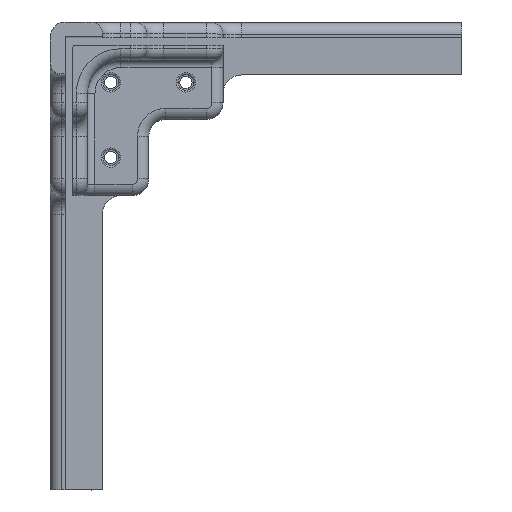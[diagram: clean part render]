
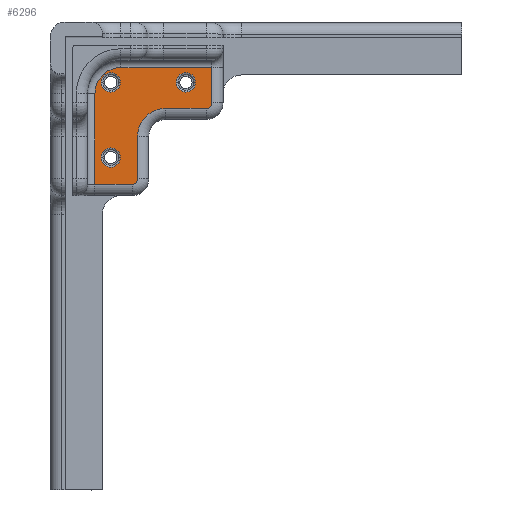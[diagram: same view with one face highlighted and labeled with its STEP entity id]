
A CAD part, top view. The second image highlights one B-rep face of the part: STEP entity #6296.
In plain terms, the highlighted planar face has unit normal (0, 0, 1).
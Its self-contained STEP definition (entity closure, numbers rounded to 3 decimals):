
#14 = CIRCLE ( 'NONE', #453, 2.6 ) ;
#113 = DIRECTION ( 'NONE',  ( 0., 0., -1. ) ) ;
#147 = AXIS2_PLACEMENT_3D ( 'NONE', #4529, #630, #3979 ) ;
#197 = CIRCLE ( 'NONE', #4166, 7. ) ;
#203 = DIRECTION ( 'NONE',  ( 1., 0., 0. ) ) ;
#226 = DIRECTION ( 'NONE',  ( -1., 0., 0. ) ) ;
#346 = CARTESIAN_POINT ( 'NONE',  ( 0., 58974.696, -15. ) ) ;
#353 = EDGE_CURVE ( 'NONE', #3417, #5358, #5560, .T. ) ;
#395 = CIRCLE ( 'NONE', #4022, 2.6 ) ;
#453 = AXIS2_PLACEMENT_3D ( 'NONE', #2686, #1576, #1655 ) ;
#556 = DIRECTION ( 'NONE',  ( 0., 0., 1. ) ) ;
#596 = EDGE_CURVE ( 'NONE', #5856, #953, #6703, .T. ) ;
#630 = DIRECTION ( 'NONE',  ( 0., 0., -1. ) ) ;
#640 = PLANE ( 'NONE',  #3769 ) ;
#681 = CIRCLE ( 'NONE', #3985, 7.5 ) ;
#837 = ORIENTED_EDGE ( 'NONE', *, *, #596, .F. ) ;
#953 = VERTEX_POINT ( 'NONE', #4291 ) ;
#992 = CARTESIAN_POINT ( 'NONE',  ( 105865.871, 59006.196, -15. ) ) ;
#1064 = AXIS2_PLACEMENT_3D ( 'NONE', #3797, #556, #4916 ) ;
#1167 = DIRECTION ( 'NONE',  ( 0., -1., 0. ) ) ;
#1213 = EDGE_CURVE ( 'NONE', #3387, #1537, #1791, .T. ) ;
#1276 = ORIENTED_EDGE ( 'NONE', *, *, #1213, .F. ) ;
#1302 = CARTESIAN_POINT ( 'NONE',  ( 105831.371, 58999.196, -15. ) ) ;
#1306 = VERTEX_POINT ( 'NONE', #4653 ) ;
#1341 = AXIS2_PLACEMENT_3D ( 'NONE', #5883, #6429, #3101 ) ;
#1356 = VECTOR ( 'NONE', #1412, 1000. ) ;
#1406 = CARTESIAN_POINT ( 'NONE',  ( 105831.371, 58974.696, -15. ) ) ;
#1412 = DIRECTION ( 'NONE',  ( 1., 0., 0. ) ) ;
#1442 = ORIENTED_EDGE ( 'NONE', *, *, #4044, .F. ) ;
#1455 = ORIENTED_EDGE ( 'NONE', *, *, #4243, .F. ) ;
#1465 = CARTESIAN_POINT ( 'NONE',  ( 105842.871, 58987.696, -15. ) ) ;
#1537 = VERTEX_POINT ( 'NONE', #5759 ) ;
#1576 = DIRECTION ( 'NONE',  ( 0., 0., 1. ) ) ;
#1585 = ORIENTED_EDGE ( 'NONE', *, *, #5318, .F. ) ;
#1598 = VERTEX_POINT ( 'NONE', #1841 ) ;
#1635 = DIRECTION ( 'NONE',  ( 0., 0., 1. ) ) ;
#1649 = ORIENTED_EDGE ( 'NONE', *, *, #2144, .F. ) ;
#1655 = DIRECTION ( 'NONE',  ( 1., 0., 0. ) ) ;
#1673 = FACE_OUTER_BOUND ( 'NONE', #5293, .T. ) ;
#1712 = FACE_BOUND ( 'NONE', #4494, .T. ) ;
#1747 = DIRECTION ( 'NONE',  ( 1., 0., 0. ) ) ;
#1791 = LINE ( 'NONE', #3964, #4904 ) ;
#1841 = CARTESIAN_POINT ( 'NONE',  ( 105833.021, 58981.946, -15. ) ) ;
#1852 = CARTESIAN_POINT ( 'NONE',  ( 105835.621, 58981.946, -15. ) ) ;
#1853 = VECTOR ( 'NONE', #1167, 1000. ) ;
#1865 = CARTESIAN_POINT ( 'NONE',  ( 105858.471, 59002.196, -15. ) ) ;
#1935 = ORIENTED_EDGE ( 'NONE', *, *, #5165, .F. ) ;
#1963 = LINE ( 'NONE', #346, #6045 ) ;
#2088 = CIRCLE ( 'NONE', #1064, 2.6 ) ;
#2144 = EDGE_CURVE ( 'NONE', #953, #5287, #197, .T. ) ;
#2232 = FACE_BOUND ( 'NONE', #3025, .T. ) ;
#2240 = DIRECTION ( 'NONE',  ( 0., 0., -1. ) ) ;
#2266 = FACE_BOUND ( 'NONE', #6401, .T. ) ;
#2283 = VERTEX_POINT ( 'NONE', #4656 ) ;
#2328 = LINE ( 'NONE', #6671, #2959 ) ;
#2368 = CARTESIAN_POINT ( 'NONE',  ( 105842.871, 58976.196, -15. ) ) ;
#2373 = VECTOR ( 'NONE', #2460, 1000. ) ;
#2460 = DIRECTION ( 'NONE',  ( 0., 1., 0. ) ) ;
#2496 = CIRCLE ( 'NONE', #5018, 1.5 ) ;
#2537 = ORIENTED_EDGE ( 'NONE', *, *, #5498, .F. ) ;
#2640 = ORIENTED_EDGE ( 'NONE', *, *, #353, .F. ) ;
#2686 = CARTESIAN_POINT ( 'NONE',  ( 105835.621, 59002.196, -15. ) ) ;
#2762 = ORIENTED_EDGE ( 'NONE', *, *, #3792, .F. ) ;
#2771 = LINE ( 'NONE', #4955, #1853 ) ;
#2900 = CARTESIAN_POINT ( 'NONE',  ( 105841.371, 58974.696, -15. ) ) ;
#2959 = VECTOR ( 'NONE', #226, 1000. ) ;
#3025 = EDGE_LOOP ( 'NONE', ( #4525, #2640 ) ) ;
#3101 = DIRECTION ( 'NONE',  ( 1., 0., 0. ) ) ;
#3184 = VERTEX_POINT ( 'NONE', #3661 ) ;
#3195 = VERTEX_POINT ( 'NONE', #3582 ) ;
#3234 = CARTESIAN_POINT ( 'NONE',  ( 105835.621, 58981.946, -15. ) ) ;
#3387 = VERTEX_POINT ( 'NONE', #4603 ) ;
#3417 = VERTEX_POINT ( 'NONE', #6613 ) ;
#3423 = DIRECTION ( 'NONE',  ( 0., -1., 0. ) ) ;
#3506 = AXIS2_PLACEMENT_3D ( 'NONE', #3234, #1635, #5417 ) ;
#3509 = AXIS2_PLACEMENT_3D ( 'NONE', #5623, #4558, #4497 ) ;
#3523 = EDGE_CURVE ( 'NONE', #2283, #4594, #2088, .T. ) ;
#3582 = CARTESIAN_POINT ( 'NONE',  ( 105850.371, 58995.196, -15. ) ) ;
#3661 = CARTESIAN_POINT ( 'NONE',  ( 105861.371, 58995.196, -15. ) ) ;
#3663 = DIRECTION ( 'NONE',  ( 0., 0., 1. ) ) ;
#3744 = DIRECTION ( 'NONE',  ( 1., 0., 0. ) ) ;
#3769 = AXIS2_PLACEMENT_3D ( 'NONE', #4471, #6617, #1747 ) ;
#3792 = EDGE_CURVE ( 'NONE', #6471, #5789, #2771, .T. ) ;
#3797 = CARTESIAN_POINT ( 'NONE',  ( 105835.621, 59002.196, -15. ) ) ;
#3964 = CARTESIAN_POINT ( 'NONE',  ( 105862.871, 0., -15. ) ) ;
#3979 = DIRECTION ( 'NONE',  ( 1., 0., 0. ) ) ;
#3985 = AXIS2_PLACEMENT_3D ( 'NONE', #4215, #3663, #5918 ) ;
#3991 = CARTESIAN_POINT ( 'NONE',  ( 105838.221, 59002.196, -15. ) ) ;
#4022 = AXIS2_PLACEMENT_3D ( 'NONE', #1852, #5038, #203 ) ;
#4044 = EDGE_CURVE ( 'NONE', #1306, #1598, #395, .T. ) ;
#4148 = DIRECTION ( 'NONE',  ( -1., 0., 0. ) ) ;
#4166 = AXIS2_PLACEMENT_3D ( 'NONE', #4977, #2240, #4444 ) ;
#4215 = CARTESIAN_POINT ( 'NONE',  ( 105850.371, 58987.696, -15. ) ) ;
#4243 = EDGE_CURVE ( 'NONE', #3184, #3195, #2328, .T. ) ;
#4291 = CARTESIAN_POINT ( 'NONE',  ( 105831.371, 58999.196, -15. ) ) ;
#4444 = DIRECTION ( 'NONE',  ( 1., 0., 0. ) ) ;
#4471 = CARTESIAN_POINT ( 'NONE',  ( 0., 0., -15. ) ) ;
#4494 = EDGE_LOOP ( 'NONE', ( #1442, #2537 ) ) ;
#4497 = DIRECTION ( 'NONE',  ( 1., 0., 0. ) ) ;
#4525 = ORIENTED_EDGE ( 'NONE', *, *, #5772, .F. ) ;
#4529 = CARTESIAN_POINT ( 'NONE',  ( 105861.371, 58996.696, -15. ) ) ;
#4558 = DIRECTION ( 'NONE',  ( 0., 0., 1. ) ) ;
#4594 = VERTEX_POINT ( 'NONE', #3991 ) ;
#4603 = CARTESIAN_POINT ( 'NONE',  ( 105862.871, 59006.196, -15. ) ) ;
#4653 = CARTESIAN_POINT ( 'NONE',  ( 105838.221, 58981.946, -15. ) ) ;
#4656 = CARTESIAN_POINT ( 'NONE',  ( 105833.021, 59002.196, -15. ) ) ;
#4904 = VECTOR ( 'NONE', #3423, 1000. ) ;
#4916 = DIRECTION ( 'NONE',  ( 1., 0., 0. ) ) ;
#4955 = CARTESIAN_POINT ( 'NONE',  ( 105842.871, 58976.196, -15. ) ) ;
#4977 = CARTESIAN_POINT ( 'NONE',  ( 105838.371, 58999.196, -15. ) ) ;
#5018 = AXIS2_PLACEMENT_3D ( 'NONE', #5456, #113, #3744 ) ;
#5038 = DIRECTION ( 'NONE',  ( 0., 0., 1. ) ) ;
#5131 = ORIENTED_EDGE ( 'NONE', *, *, #3523, .F. ) ;
#5137 = ORIENTED_EDGE ( 'NONE', *, *, #5583, .F. ) ;
#5165 = EDGE_CURVE ( 'NONE', #3195, #6471, #681, .T. ) ;
#5222 = ORIENTED_EDGE ( 'NONE', *, *, #5967, .F. ) ;
#5287 = VERTEX_POINT ( 'NONE', #6783 ) ;
#5293 = EDGE_LOOP ( 'NONE', ( #5222, #2762, #1935, #1455, #5513, #1276, #5137, #1649, #837, #5820 ) ) ;
#5318 = EDGE_CURVE ( 'NONE', #4594, #2283, #14, .T. ) ;
#5358 = VERTEX_POINT ( 'NONE', #1865 ) ;
#5417 = DIRECTION ( 'NONE',  ( 1., 0., 0. ) ) ;
#5456 = CARTESIAN_POINT ( 'NONE',  ( 105841.371, 58976.196, -15. ) ) ;
#5498 = EDGE_CURVE ( 'NONE', #1598, #1306, #6923, .T. ) ;
#5513 = ORIENTED_EDGE ( 'NONE', *, *, #5824, .F. ) ;
#5560 = CIRCLE ( 'NONE', #1341, 2.6 ) ;
#5583 = EDGE_CURVE ( 'NONE', #5287, #3387, #6283, .T. ) ;
#5623 = CARTESIAN_POINT ( 'NONE',  ( 105855.871, 59002.196, -15. ) ) ;
#5759 = CARTESIAN_POINT ( 'NONE',  ( 105862.871, 58996.696, -15. ) ) ;
#5772 = EDGE_CURVE ( 'NONE', #5358, #3417, #6136, .T. ) ;
#5789 = VERTEX_POINT ( 'NONE', #2368 ) ;
#5820 = ORIENTED_EDGE ( 'NONE', *, *, #6403, .F. ) ;
#5824 = EDGE_CURVE ( 'NONE', #1537, #3184, #6243, .T. ) ;
#5856 = VERTEX_POINT ( 'NONE', #1406 ) ;
#5883 = CARTESIAN_POINT ( 'NONE',  ( 105855.871, 59002.196, -15. ) ) ;
#5918 = DIRECTION ( 'NONE',  ( 1., 0., 0. ) ) ;
#5967 = EDGE_CURVE ( 'NONE', #5789, #6506, #2496, .T. ) ;
#6045 = VECTOR ( 'NONE', #4148, 1000. ) ;
#6136 = CIRCLE ( 'NONE', #3509, 2.6 ) ;
#6243 = CIRCLE ( 'NONE', #147, 1.5 ) ;
#6283 = LINE ( 'NONE', #992, #1356 ) ;
#6296 = ADVANCED_FACE ( 'NONE', ( #1673, #2232, #2266, #1712 ), #640, .F. ) ;
#6401 = EDGE_LOOP ( 'NONE', ( #1585, #5131 ) ) ;
#6403 = EDGE_CURVE ( 'NONE', #6506, #5856, #1963, .T. ) ;
#6429 = DIRECTION ( 'NONE',  ( 0., 0., 1. ) ) ;
#6471 = VERTEX_POINT ( 'NONE', #1465 ) ;
#6506 = VERTEX_POINT ( 'NONE', #2900 ) ;
#6613 = CARTESIAN_POINT ( 'NONE',  ( 105853.271, 59002.196, -15. ) ) ;
#6617 = DIRECTION ( 'NONE',  ( 0., 0., -1. ) ) ;
#6671 = CARTESIAN_POINT ( 'NONE',  ( 0., 58995.196, -15. ) ) ;
#6703 = LINE ( 'NONE', #1302, #2373 ) ;
#6783 = CARTESIAN_POINT ( 'NONE',  ( 105838.371, 59006.196, -15. ) ) ;
#6923 = CIRCLE ( 'NONE', #3506, 2.6 ) ;
